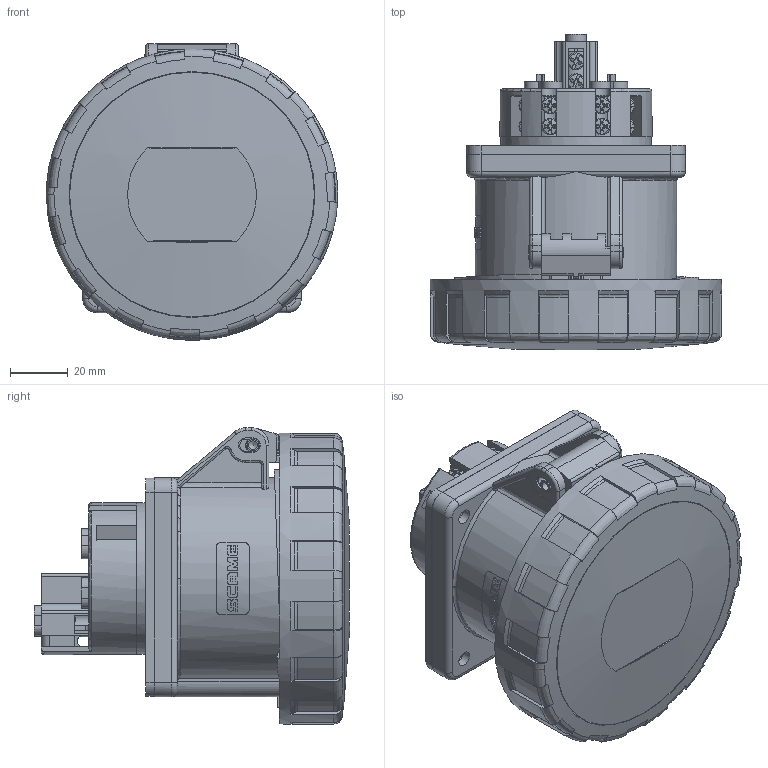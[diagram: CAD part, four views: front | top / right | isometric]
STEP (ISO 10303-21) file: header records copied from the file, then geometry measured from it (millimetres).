
FILE_DESCRIPTION(/* description */ (''),/* implementation_level */ '2;1');
FILE_NAME(/* name */ '4003641.stp',/* time_stamp */ '2019-11-04T08:24:22+01:00',/* author */ (''),/* organization */ (''),/* preprocessor_version */ 'ST-DEVELOPER v16.7',/* originating_system */ 'SIEMENS PLM Software NX 1888',/* authorisation */ '');
FILE_SCHEMA (('AUTOMOTIVE_DESIGN { 1 0 10303 214 3 1 1 1 }'));
Length unit declared in the file: millimetre
Products named in the file (1): BSOMB26489C0fqsz
Bounding box: 100.49 x 108.92 x 102.24 mm (x, y, z)
Volume: 188105.6 mm3; surface area: 171735.3 mm2
Topology: 21 solids, 21 shells, 2827 faces, 7141 edges, 4311 vertices
Faces by surface type: plane 952, cylinder 890, bspline 533, torus 234, sphere 122, cone 92, revolution 4
Full cylindrical faces by diameter (mm): 1.8 x3, 1.875 x3, 2.5 x3, 2.7 x3, 3 x4, 3.5 x10, 4 x1, 4.2 x5, 4.3 x5, 4.7 x1, 5 x2, 5.2 x4, 5.4 x4, 5.5 x5, 5.8 x8, 6 x2, 7.3 x4, 8.1 x1, 8.5 x4, 9.4 x1, 10 x1, 10.5 x1, 11 x4, 13 x1, 52.2 x2, 59.2 x1, 63.2 x1, 84.4 x1, 84.8 x1, 93 x1
Entity records: 114990 total; most frequent: CARTESIAN_POINT 51747, ORIENTED_EDGE 13476, DIRECTION 12656, EDGE_CURVE 6738, AXIS2_PLACEMENT_3D 4940, VERTEX_POINT 4187, EDGE_LOOP 3131, ADVANCED_FACE 2827
